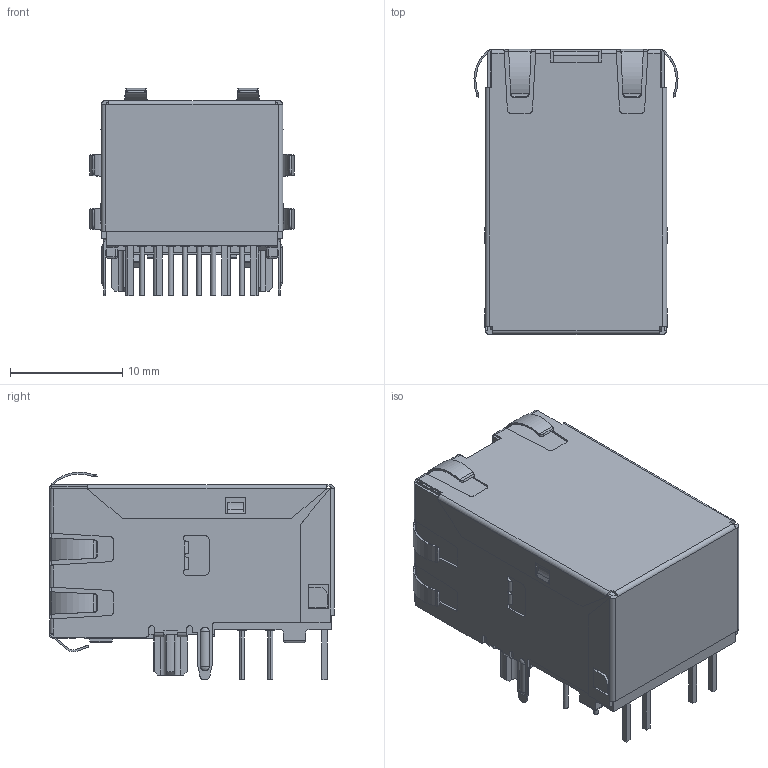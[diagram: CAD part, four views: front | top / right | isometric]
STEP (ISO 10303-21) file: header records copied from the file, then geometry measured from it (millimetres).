
FILE_DESCRIPTION((''),'2;1');
FILE_NAME('936283721','2019-06-13T',('gga'),(''),'PRO/ENGINEER BY PARAMETRIC TECHNOLOGY CORPORATION, 2016010','PRO/ENGINEER BY PARAMETRIC TECHNOLOGY CORPORATION, 2016010','');
FILE_SCHEMA(('CONFIG_CONTROL_DESIGN'));
Length unit declared in the file: millimetre
Products named in the file (1): 936283721
Bounding box: 18.2 x 25.4 x 18.5 mm (x, y, z)
Volume: 4255.9 mm3; surface area: 3679.6 mm2
Topology: 1 solids, 1 shells, 845 faces, 2452 edges, 1603 vertices
Faces by surface type: plane 506, cylinder 303, bspline 14, torus 10, sphere 8, cone 4
Entity records: 28630 total; most frequent: CARTESIAN_POINT 6554, ORIENTED_EDGE 4816, DIRECTION 4232, EDGE_CURVE 2408, VECTOR 1704, LINE 1704, VERTEX_POINT 1567, AXIS2_PLACEMENT_3D 1264
